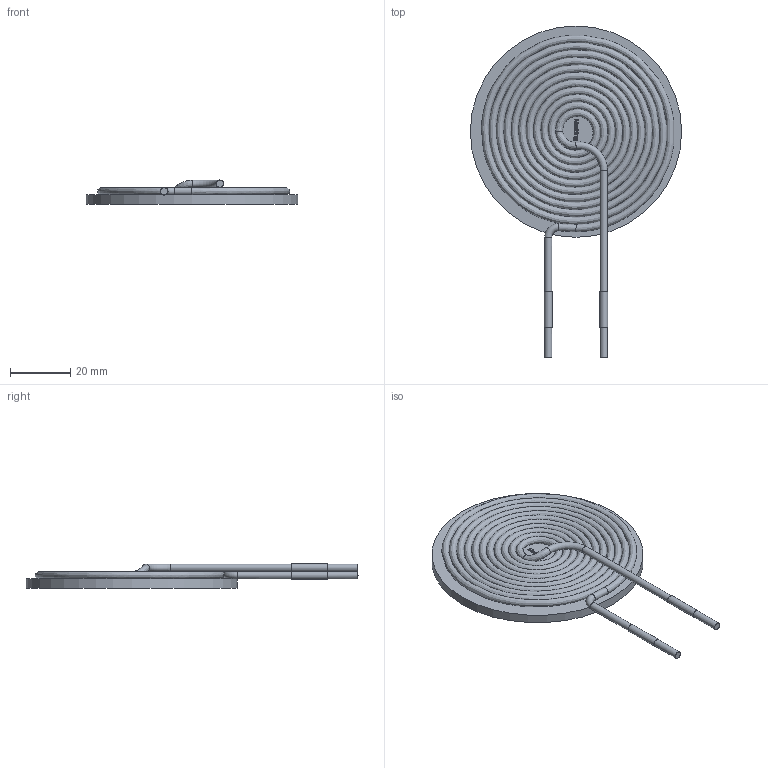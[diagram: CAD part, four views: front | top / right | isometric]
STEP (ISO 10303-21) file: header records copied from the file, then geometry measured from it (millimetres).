
FILE_DESCRIPTION(/* description */ ('Unknown'),/* implementation_level */ '2;1');
FILE_NAME(/* name */ 'L_Wurth_WE-WPCC-TX_760308101311',/* time_stamp */ '2025-04-18T16:43:33+08:00',/* author */ ('Unknown'),/* organization */ ('Unknown'),/* preprocessor_version */ 'ST-DEVELOPER v19.4',/* originating_system */ 'Solid Edge',/* authorisation */ 'Unknown');
FILE_SCHEMA (('AUTOMOTIVE_DESIGN {1 0 10303 214 3 1 1}'));
Length unit declared in the file: millimetre
Products named in the file (2): L_Wurth_WE-WPCC-TX_760308101311
Assembly tree (1 placements, depth 2):
  L_Wurth_WE-WPCC-TX_760308101311
    L_Wurth_WE-WPCC-TX_760308101311
Bounding box: 70 x 110 x 7.98 mm (x, y, z)
Volume: 17889.8 mm3; surface area: 18966.7 mm2
Topology: 2 solids, 2 shells, 90 faces, 216 edges, 143 vertices
Faces by surface type: plane 64, bspline 13, cylinder 10, torus 3
Full cylindrical faces by diameter (mm): 2.4 x4, 2.55 x2, 70 x1
Entity records: 6961 total; most frequent: CARTESIAN_POINT 5053, ORIENTED_EDGE 408, DIRECTION 232, EDGE_CURVE 204, B_SPLINE_CURVE_WITH_KNOTS 142, VERTEX_POINT 140, EDGE_LOOP 114, FACE_BOUND 114
